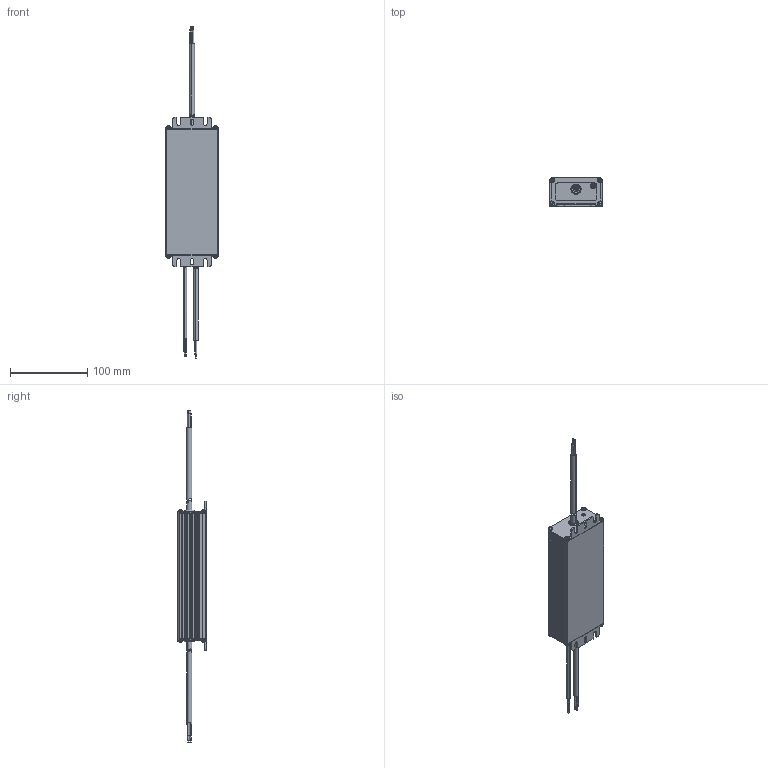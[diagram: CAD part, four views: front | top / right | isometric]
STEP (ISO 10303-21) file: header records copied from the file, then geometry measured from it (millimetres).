
FILE_DESCRIPTION (( 'STEP AP203' ), '1' );
FILE_NAME ('A5973_03.STEP', '2017-02-27T07:28:42', ( 'm' ), ( 'N' ), 'SwSTEP 2.0', 'SolidWorks 2012', '' );
FILE_SCHEMA (( 'CONFIG_CONTROL_DESIGN' ));
Length unit declared in the file: millimetre
Products named in the file (22): A5973_03; PCB°å100W; 寡蝶; hex nuts, style 1-grades ab gb_GB_FASTENER_NUT_SNAB1 M3-N; spring lock washers--normal type gb_GB_FASTENER_WASHER_SW 3; plain washers--product grade c gb_GB_FASTENER_WASHER_SMWC 3; 諉華盄; 崨盄湍; 陔橈埽え; 100Wcross recessed pan head tapping screws gb_GB_CROSS_SCREWS_TYPE128 ST2.9X6.5 H C-N; 100W覃嫖盄旰; 100W输入线束; 100W怀堤盄旰; 100W誘盄杶; 100W覃嫖誘盄杶; 100WA3260怀堤傷裔軞傖; 100WA3260怀堤傷裔; 100W75W覃嫖傷裔軞傖; 100W六角压铆螺钉M3＊6; 100W75W覃嫖傷裔; 100W菜え; 100WA5421 C俋褲
Assembly tree (36 placements, depth 3):
  A5973_03
    100WA5421 C俋褲
    100W菜え  x2
    100W75W覃嫖傷裔軞傖
      100W75W覃嫖傷裔
      100W六角压铆螺钉M3＊6
    100WA3260怀堤傷裔軞傖
      100WA3260怀堤傷裔
      100W六角压铆螺钉M3＊6
    100W覃嫖誘盄杶
    100W誘盄杶  x2
    100W怀堤盄旰
    100W输入线束
    100W覃嫖盄旰
    100Wcross recessed pan head tapping screws gb_GB_CROSS_SCREWS_TYPE128 ST2.9X6.5 H C-N  x8
    陔橈埽え
    崨盄湍  x3
    諉華盄
    plain washers--product grade c gb_GB_FASTENER_WASHER_SMWC 3  x2
    spring lock washers--normal type gb_GB_FASTENER_WASHER_SW 3  x2
    hex nuts, style 1-grades ab gb_GB_FASTENER_NUT_SNAB1 M3-N  x2
    寡蝶
    PCB°å100W
Bounding box: 67.5 x 37 x 429 mm (x, y, z)
Volume: 533106.1 mm3; surface area: 254659.4 mm2
Topology: 37 solids, 37 shells, 1590 faces, 4255 edges, 2784 vertices
Faces by surface type: plane 976, cylinder 512, torus 48, sphere 22, bspline 16, cone 16
Entity records: 43983 total; most frequent: CARTESIAN_POINT 9455, ORIENTED_EDGE 6702, DIRECTION 6575, EDGE_CURVE 3351, VECTOR 2413, LINE 2413, VERTEX_POINT 2212, AXIS2_PLACEMENT_3D 2081
